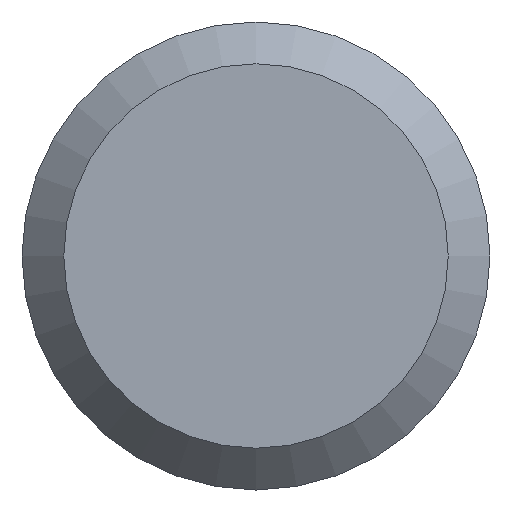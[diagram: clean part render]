
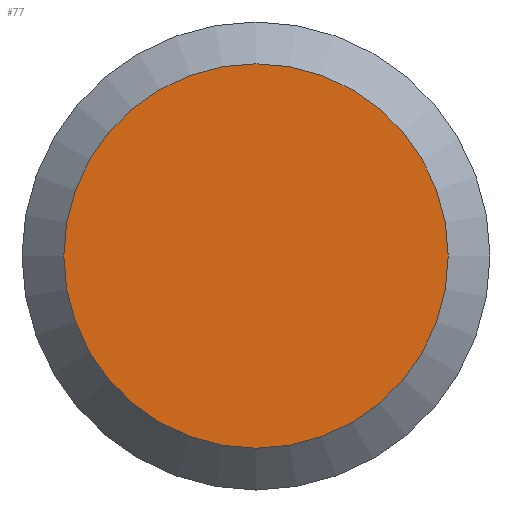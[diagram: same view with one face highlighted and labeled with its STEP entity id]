
A CAD part, left-side view. The second image highlights one B-rep face of the part: STEP entity #77.
In plain terms, the highlighted planar face has unit normal (-1, 0, 0).
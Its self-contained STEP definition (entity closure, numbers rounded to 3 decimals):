
#16=PLANE('',#100);
#23=FACE_OUTER_BOUND('',#29,.T.);
#29=EDGE_LOOP('',(#66));
#41=CIRCLE('',#97,2.3);
#46=VERTEX_POINT('',#137);
#52=EDGE_CURVE('',#46,#46,#41,.T.);
#66=ORIENTED_EDGE('',*,*,#52,.F.);
#77=ADVANCED_FACE('',(#23),#16,.F.);
#97=AXIS2_PLACEMENT_3D('',#139,#113,#114);
#100=AXIS2_PLACEMENT_3D('',#144,#120,#121);
#113=DIRECTION('center_axis',(1.,0.,0.));
#114=DIRECTION('ref_axis',(0.,1.,0.));
#120=DIRECTION('center_axis',(1.,0.,0.));
#121=DIRECTION('ref_axis',(0.,1.,0.));
#137=CARTESIAN_POINT('',(-45.,47.6,-5.1));
#139=CARTESIAN_POINT('Origin',(-45.,49.9,-5.1));
#144=CARTESIAN_POINT('Origin',(-45.,49.9,-5.1));
